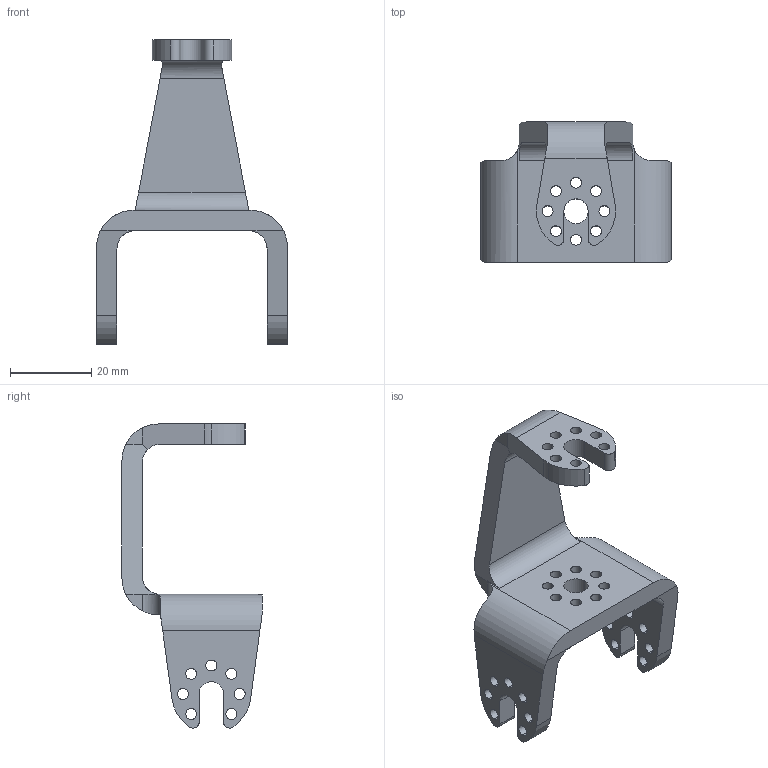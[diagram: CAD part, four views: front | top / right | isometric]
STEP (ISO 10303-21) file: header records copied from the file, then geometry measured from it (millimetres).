
FILE_DESCRIPTION (( 'STEP AP214' ), '1' );
FILE_NAME ('knuckle.STEP', '2021-09-20T06:53:35', ( '' ), ( '' ), 'SwSTEP 2.0', 'SolidWorks 2020', '' );
FILE_SCHEMA (( 'AUTOMOTIVE_DESIGN' ));
Length unit declared in the file: millimetre
Products named in the file (1): knuckle
Bounding box: 47 x 34.5 x 74.91 mm (x, y, z)
Volume: 16224.3 mm3; surface area: 9790.4 mm2
Topology: 1 solids, 1 shells, 120 faces, 348 edges, 230 vertices
Faces by surface type: cylinder 89, plane 31
Entity records: 4232 total; most frequent: CARTESIAN_POINT 811, DIRECTION 736, ORIENTED_EDGE 696, EDGE_CURVE 348, AXIS2_PLACEMENT_3D 291, VERTEX_POINT 230, EDGE_LOOP 180, CIRCLE 170
